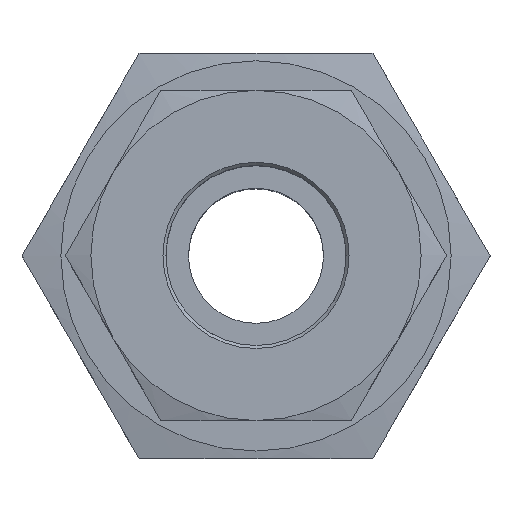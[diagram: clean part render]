
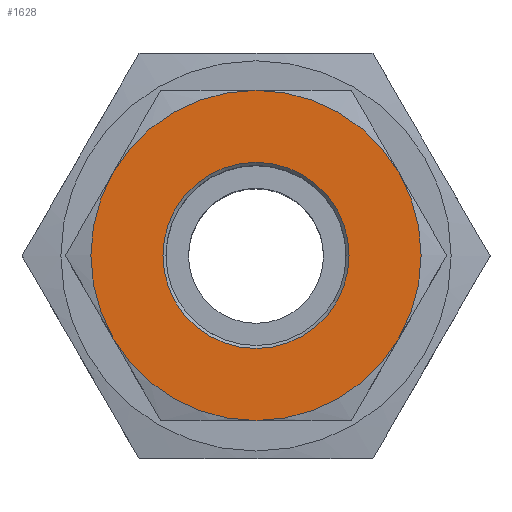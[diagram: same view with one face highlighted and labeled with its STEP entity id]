
A CAD part, top view. The second image highlights one B-rep face of the part: STEP entity #1628.
In plain terms, the highlighted planar face has unit normal (0, 0, 1).
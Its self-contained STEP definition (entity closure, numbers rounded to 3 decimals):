
#275=PLANE('',#1802);
#366=FACE_BOUND('',#608,.T.);
#460=FACE_OUTER_BOUND('',#607,.T.);
#607=EDGE_LOOP('',(#1383,#1384,#1385,#1386,#1387,#1388));
#608=EDGE_LOOP('',(#1389));
#702=CIRCLE('',#1774,11.);
#703=CIRCLE('',#1776,11.);
#704=CIRCLE('',#1778,11.);
#705=CIRCLE('',#1780,11.);
#706=CIRCLE('',#1782,11.);
#707=CIRCLE('',#1784,11.);
#717=CIRCLE('',#1803,6.2);
#820=VERTEX_POINT('',#2611);
#826=VERTEX_POINT('',#2632);
#830=VERTEX_POINT('',#2653);
#837=VERTEX_POINT('',#2678);
#841=VERTEX_POINT('',#2696);
#842=VERTEX_POINT('',#2704);
#847=VERTEX_POINT('',#2750);
#1023=EDGE_CURVE('',#841,#842,#702,.T.);
#1024=EDGE_CURVE('',#837,#841,#703,.T.);
#1026=EDGE_CURVE('',#842,#820,#704,.T.);
#1027=EDGE_CURVE('',#830,#837,#705,.T.);
#1028=EDGE_CURVE('',#826,#830,#706,.T.);
#1029=EDGE_CURVE('',#820,#826,#707,.T.);
#1041=EDGE_CURVE('',#847,#847,#717,.T.);
#1383=ORIENTED_EDGE('',*,*,#1028,.T.);
#1384=ORIENTED_EDGE('',*,*,#1027,.T.);
#1385=ORIENTED_EDGE('',*,*,#1024,.T.);
#1386=ORIENTED_EDGE('',*,*,#1023,.T.);
#1387=ORIENTED_EDGE('',*,*,#1026,.T.);
#1388=ORIENTED_EDGE('',*,*,#1029,.T.);
#1389=ORIENTED_EDGE('',*,*,#1041,.F.);
#1628=ADVANCED_FACE('',(#460,#366),#275,.T.);
#1774=AXIS2_PLACEMENT_3D('',#2708,#2131,#2132);
#1776=AXIS2_PLACEMENT_3D('',#2710,#2135,#2136);
#1778=AXIS2_PLACEMENT_3D('',#2715,#2139,#2140);
#1780=AXIS2_PLACEMENT_3D('',#2717,#2143,#2144);
#1782=AXIS2_PLACEMENT_3D('',#2719,#2147,#2148);
#1784=AXIS2_PLACEMENT_3D('',#2721,#2151,#2152);
#1802=AXIS2_PLACEMENT_3D('',#2749,#2187,#2188);
#1803=AXIS2_PLACEMENT_3D('',#2751,#2189,#2190);
#2131=DIRECTION('center_axis',(0.,0.,1.));
#2132=DIRECTION('ref_axis',(0.866,-0.5,0.));
#2135=DIRECTION('center_axis',(0.,0.,1.));
#2136=DIRECTION('ref_axis',(0.866,-0.5,0.));
#2139=DIRECTION('center_axis',(0.,0.,1.));
#2140=DIRECTION('ref_axis',(0.866,-0.5,0.));
#2143=DIRECTION('center_axis',(0.,0.,1.));
#2144=DIRECTION('ref_axis',(0.866,-0.5,0.));
#2147=DIRECTION('center_axis',(0.,0.,1.));
#2148=DIRECTION('ref_axis',(0.866,-0.5,0.));
#2151=DIRECTION('center_axis',(0.,0.,1.));
#2152=DIRECTION('ref_axis',(0.866,-0.5,0.));
#2187=DIRECTION('center_axis',(0.,0.,1.));
#2188=DIRECTION('ref_axis',(-0.5,-0.866,0.));
#2189=DIRECTION('center_axis',(0.,0.,1.));
#2190=DIRECTION('ref_axis',(-0.5,-0.866,0.));
#2611=CARTESIAN_POINT('',(9.526,5.5,42.));
#2632=CARTESIAN_POINT('',(0.,11.,42.));
#2653=CARTESIAN_POINT('',(-9.526,5.5,42.));
#2678=CARTESIAN_POINT('',(-9.526,-5.5,42.));
#2696=CARTESIAN_POINT('',(0.,-11.,42.));
#2704=CARTESIAN_POINT('',(9.526,-5.5,42.));
#2708=CARTESIAN_POINT('Origin',(0.,0.,42.));
#2710=CARTESIAN_POINT('Origin',(0.,0.,42.));
#2715=CARTESIAN_POINT('Origin',(0.,0.,42.));
#2717=CARTESIAN_POINT('Origin',(0.,0.,42.));
#2719=CARTESIAN_POINT('Origin',(0.,0.,42.));
#2721=CARTESIAN_POINT('Origin',(0.,0.,42.));
#2749=CARTESIAN_POINT('Origin',(0.,0.,42.));
#2750=CARTESIAN_POINT('',(3.1,5.369,42.));
#2751=CARTESIAN_POINT('Origin',(0.,0.,42.));
